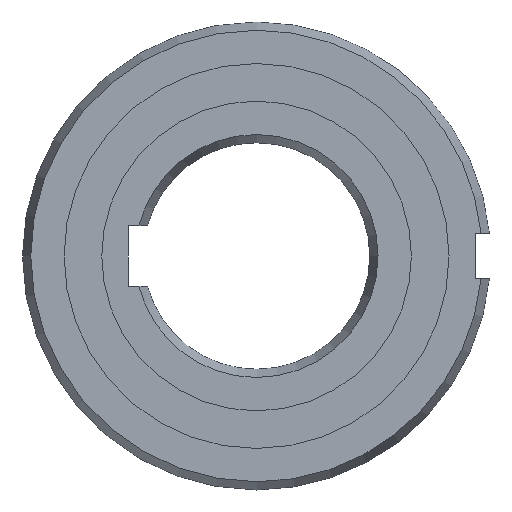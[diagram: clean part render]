
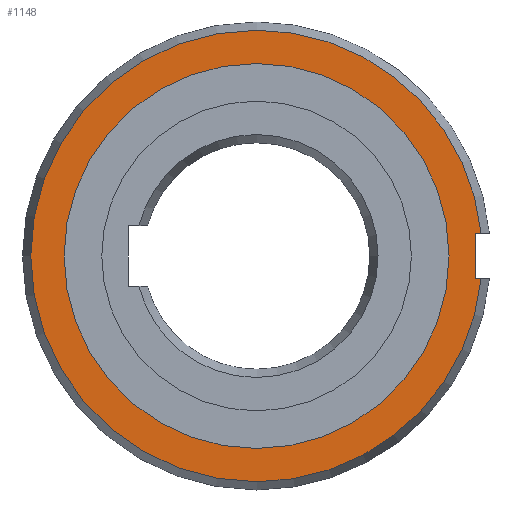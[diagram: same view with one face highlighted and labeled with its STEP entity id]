
A CAD part, left-side view. The second image highlights one B-rep face of the part: STEP entity #1148.
In plain terms, the highlighted planar face has unit normal (-1, 0, 0).
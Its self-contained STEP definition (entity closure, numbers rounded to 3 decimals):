
#787=CARTESIAN_POINT('',(-8.,-29.757,3.));
#846=CARTESIAN_POINT('',(-8.,0.,
0.));
#847=DIRECTION('',(1.,0.,0.));
#848=DIRECTION('',(0.,-0.995,-0.1));
#849=AXIS2_PLACEMENT_3D('',#846,#847,#848);
#851=CARTESIAN_POINT('',(-8.,0.,
0.));
#852=DIRECTION('',(1.,0.,0.));
#853=DIRECTION('',(0.,0.,-1.));
#854=AXIS2_PLACEMENT_3D('',#851,#852,#853);
#856=CARTESIAN_POINT('',(-8.,0.,
0.));
#857=DIRECTION('',(1.,0.,0.));
#858=DIRECTION('',(0.,0.,1.));
#859=AXIS2_PLACEMENT_3D('',#856,#857,#858);
#861=DIRECTION('',(0.,1.,0.));
#862=VECTOR('',#861,0.757);
#863=CARTESIAN_POINT('',(-8.,-29.757,3.));
#864=LINE('',#863,#862);
#865=DIRECTION('',(0.,0.,-1.));
#866=VECTOR('',#865,6.);
#867=CARTESIAN_POINT('',(-8.,-29.,3.));
#868=LINE('',#867,#866);
#869=DIRECTION('',(0.,-1.,0.));
#870=VECTOR('',#869,0.757);
#871=CARTESIAN_POINT('',(-8.,-29.,-3.));
#872=LINE('',#871,#870);
#873=CARTESIAN_POINT('',(-8.,0.,0.));
#874=DIRECTION('',(-1.,0.,0.));
#875=DIRECTION('',(0.,1.,0.));
#876=AXIS2_PLACEMENT_3D('',#873,#874,#875);
#878=CARTESIAN_POINT('',(-8.,0.,0.));
#879=DIRECTION('',(-1.,0.,0.));
#880=DIRECTION('',(0.,-1.,0.));
#881=AXIS2_PLACEMENT_3D('',#878,#879,#880);
#986=VERTEX_POINT('',#787);
#987=CARTESIAN_POINT('',(-8.,0.,
29.908));
#988=VERTEX_POINT('',#987);
#989=CARTESIAN_POINT('',(-8.,0.,
-29.908));
#990=VERTEX_POINT('',#989);
#991=CARTESIAN_POINT('',(-8.,-29.757,
-3.));
#992=VERTEX_POINT('',#991);
#1010=CARTESIAN_POINT('',(-8.,-29.,-3.));
#1011=VERTEX_POINT('',#1010);
#1014=CARTESIAN_POINT('',(-8.,-29.,3.));
#1015=VERTEX_POINT('',#1014);
#1016=CARTESIAN_POINT('',(-8.,25.5,0.));
#1017=CARTESIAN_POINT('',(-8.,-25.5,0.));
#1018=VERTEX_POINT('',#1016);
#1019=VERTEX_POINT('',#1017);
#1127=CARTESIAN_POINT('',(-8.,0.,0.));
#1128=DIRECTION('',(1.,0.,0.));
#1129=DIRECTION('',(0.,-1.,0.));
#1130=AXIS2_PLACEMENT_3D('',#1127,#1128,#1129);
#1131=PLANE('',#1130);
#1132=ORIENTED_EDGE('',*,*,#1057,.T.);
#1133=ORIENTED_EDGE('',*,*,#1055,.T.);
#1134=ORIENTED_EDGE('',*,*,#1053,.T.);
#1136=ORIENTED_EDGE('',*,*,#1135,.T.);
#1138=ORIENTED_EDGE('',*,*,#1137,.T.);
#1139=ORIENTED_EDGE('',*,*,#1118,.T.);
#1140=EDGE_LOOP('',(#1132,#1133,#1134,#1136,#1138,#1139));
#1141=FACE_OUTER_BOUND('',#1140,.F.);
#1143=ORIENTED_EDGE('',*,*,#1142,.T.);
#1145=ORIENTED_EDGE('',*,*,#1144,.T.);
#1146=EDGE_LOOP('',(#1143,#1145));
#1147=FACE_BOUND('',#1146,.F.);
#850=CIRCLE('',#849,29.908);
#855=CIRCLE('',#854,29.908);
#860=CIRCLE('',#859,29.908);
#877=CIRCLE('',#876,25.5);
#882=CIRCLE('',#881,25.5);
#1053=EDGE_CURVE('',#988,#986,#860,.T.);
#1055=EDGE_CURVE('',#990,#988,#855,.T.);
#1057=EDGE_CURVE('',#992,#990,#850,.T.);
#1118=EDGE_CURVE('',#1011,#992,#872,.T.);
#1135=EDGE_CURVE('',#986,#1015,#864,.T.);
#1137=EDGE_CURVE('',#1015,#1011,#868,.T.);
#1142=EDGE_CURVE('',#1018,#1019,#877,.T.);
#1144=EDGE_CURVE('',#1019,#1018,#882,.T.);
#1148=ADVANCED_FACE('',(#1141,#1147),#1131,.F.);
